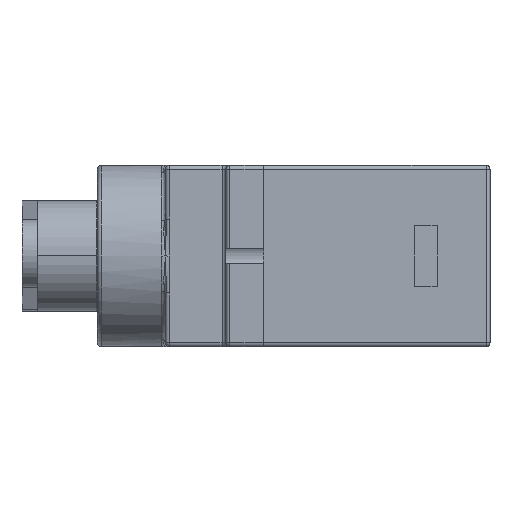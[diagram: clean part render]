
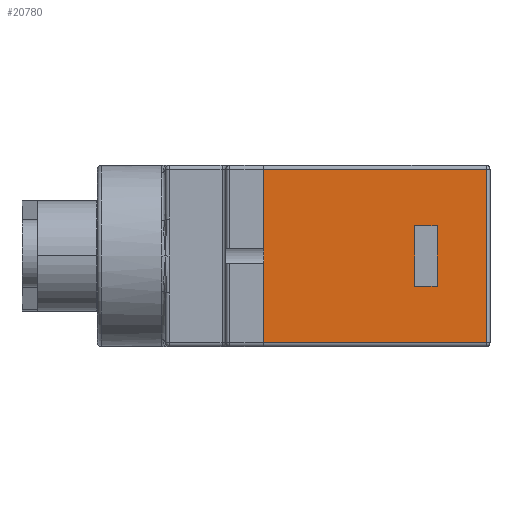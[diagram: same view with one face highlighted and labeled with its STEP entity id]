
A CAD part, left-side view. The second image highlights one B-rep face of the part: STEP entity #20780.
In plain terms, the highlighted planar face has unit normal (-1, 0, 0).
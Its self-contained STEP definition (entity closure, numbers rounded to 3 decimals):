
#169 = CARTESIAN_POINT ( 'NONE',  ( -11.5, 10., -5.5 ) ) ;
#224 = ORIENTED_EDGE ( 'NONE', *, *, #12813, .T. ) ;
#858 = EDGE_CURVE ( 'NONE', #36082, #13505, #12309, .T. ) ;
#2792 = CARTESIAN_POINT ( 'NONE',  ( -11.5, -4.75, 6. ) ) ;
#3027 = LINE ( 'NONE', #37476, #8211 ) ;
#3451 = EDGE_CURVE ( 'NONE', #32991, #37328, #42676, .T. ) ;
#3777 = DIRECTION ( 'NONE',  ( 0., 1., 0. ) ) ;
#4157 = DIRECTION ( 'NONE',  ( 0., -1., 0. ) ) ;
#4525 = VECTOR ( 'NONE', #13378, 1000. ) ;
#4591 = ORIENTED_EDGE ( 'NONE', *, *, #31919, .F. ) ;
#4630 = ORIENTED_EDGE ( 'NONE', *, *, #3451, .T. ) ;
#5237 = EDGE_CURVE ( 'NONE', #27962, #8213, #10170, .T. ) ;
#5812 = EDGE_CURVE ( 'NONE', #36012, #31143, #40632, .T. ) ;
#6262 = CARTESIAN_POINT ( 'NONE',  ( -11.5, 10., 5.75 ) ) ;
#8211 = VECTOR ( 'NONE', #34737, 1000. ) ;
#8213 = VERTEX_POINT ( 'NONE', #13528 ) ;
#9115 = DIRECTION ( 'NONE',  ( 0., 1., 0. ) ) ;
#9469 = VERTEX_POINT ( 'NONE', #19510 ) ;
#9542 = CARTESIAN_POINT ( 'NONE',  ( -11.5, 0., 2. ) ) ;
#9784 = DIRECTION ( 'NONE',  ( 0., 0., 1. ) ) ;
#9801 = VECTOR ( 'NONE', #3777, 1000. ) ;
#10170 = LINE ( 'NONE', #23913, #39356 ) ;
#10565 = VECTOR ( 'NONE', #26855, 1000. ) ;
#11355 = CARTESIAN_POINT ( 'NONE',  ( -11.5, 10., -5.75 ) ) ;
#12023 = ORIENTED_EDGE ( 'NONE', *, *, #5237, .F. ) ;
#12309 = LINE ( 'NONE', #42918, #44245 ) ;
#12813 = EDGE_CURVE ( 'NONE', #37328, #40708, #22385, .T. ) ;
#13127 = LINE ( 'NONE', #33833, #10565 ) ;
#13378 = DIRECTION ( 'NONE',  ( 0., 0., 1. ) ) ;
#13505 = VERTEX_POINT ( 'NONE', #40791 ) ;
#13528 = CARTESIAN_POINT ( 'NONE',  ( -11.5, 0., -2. ) ) ;
#14999 = CARTESIAN_POINT ( 'NONE',  ( -11.5, 12., 6. ) ) ;
#15007 = VECTOR ( 'NONE', #39949, 1000. ) ;
#16287 = VECTOR ( 'NONE', #9784, 1000. ) ;
#16859 = CARTESIAN_POINT ( 'NONE',  ( -11.5, 10., 0. ) ) ;
#18319 = LINE ( 'NONE', #2792, #4525 ) ;
#18579 = VECTOR ( 'NONE', #4157, 1000. ) ;
#19063 = VECTOR ( 'NONE', #28513, 1000. ) ;
#19476 = CARTESIAN_POINT ( 'NONE',  ( -11.5, 1.5, 2. ) ) ;
#19510 = CARTESIAN_POINT ( 'NONE',  ( -11.5, -4.75, 5.75 ) ) ;
#20780 = ADVANCED_FACE ( 'NONE', ( #28801, #39154 ), #21590, .T. ) ;
#21521 = EDGE_CURVE ( 'NONE', #23203, #23489, #39048, .T. ) ;
#21590 = PLANE ( 'NONE',  #26474 ) ;
#22385 = LINE ( 'NONE', #32526, #15007 ) ;
#22405 = ORIENTED_EDGE ( 'NONE', *, *, #41667, .T. ) ;
#23203 = VERTEX_POINT ( 'NONE', #28654 ) ;
#23489 = VERTEX_POINT ( 'NONE', #36295 ) ;
#23679 = VECTOR ( 'NONE', #9115, 1000. ) ;
#23681 = VECTOR ( 'NONE', #30370, 1000. ) ;
#23742 = ORIENTED_EDGE ( 'NONE', *, *, #38860, .T. ) ;
#23913 = CARTESIAN_POINT ( 'NONE',  ( -11.5, 0., 0. ) ) ;
#24566 = ORIENTED_EDGE ( 'NONE', *, *, #5812, .F. ) ;
#24985 = DIRECTION ( 'NONE',  ( 0., 0., 1. ) ) ;
#25254 = CARTESIAN_POINT ( 'NONE',  ( -11.5, 12., -5.5 ) ) ;
#26474 = AXIS2_PLACEMENT_3D ( 'NONE', #39383, #32406, #24985 ) ;
#26733 = EDGE_CURVE ( 'NONE', #23489, #9469, #18319, .T. ) ;
#26855 = DIRECTION ( 'NONE',  ( 0., -1., 0. ) ) ;
#26998 = LINE ( 'NONE', #6262, #9801 ) ;
#27962 = VERTEX_POINT ( 'NONE', #9542 ) ;
#28260 = ORIENTED_EDGE ( 'NONE', *, *, #33256, .F. ) ;
#28513 = DIRECTION ( 'NONE',  ( 0., 0., -1. ) ) ;
#28654 = CARTESIAN_POINT ( 'NONE',  ( -11.5, 10., -5.75 ) ) ;
#28801 = FACE_BOUND ( 'NONE', #44010, .T. ) ;
#30370 = DIRECTION ( 'NONE',  ( 0., 0., 1. ) ) ;
#30771 = CARTESIAN_POINT ( 'NONE',  ( -11.5, 12., 5.5 ) ) ;
#31143 = VERTEX_POINT ( 'NONE', #39607 ) ;
#31919 = EDGE_CURVE ( 'NONE', #23203, #40708, #40957, .T. ) ;
#32406 = DIRECTION ( 'NONE',  ( -1., 0., 0. ) ) ;
#32526 = CARTESIAN_POINT ( 'NONE',  ( -11.5, 10., -5.5 ) ) ;
#32533 = ORIENTED_EDGE ( 'NONE', *, *, #39531, .F. ) ;
#32991 = VERTEX_POINT ( 'NONE', #30771 ) ;
#33256 = EDGE_CURVE ( 'NONE', #31143, #27962, #39962, .T. ) ;
#33598 = DIRECTION ( 'NONE',  ( 0., 0., -1. ) ) ;
#33833 = CARTESIAN_POINT ( 'NONE',  ( -11.5, 1.5, -2. ) ) ;
#34737 = DIRECTION ( 'NONE',  ( 0., 1., 0. ) ) ;
#35365 = ORIENTED_EDGE ( 'NONE', *, *, #21521, .T. ) ;
#36012 = VERTEX_POINT ( 'NONE', #42176 ) ;
#36082 = VERTEX_POINT ( 'NONE', #39861 ) ;
#36295 = CARTESIAN_POINT ( 'NONE',  ( -11.5, -4.75, -5.75 ) ) ;
#36614 = DIRECTION ( 'NONE',  ( 0., 0., -1. ) ) ;
#37328 = VERTEX_POINT ( 'NONE', #25254 ) ;
#37476 = CARTESIAN_POINT ( 'NONE',  ( -11.5, 10., 5.5 ) ) ;
#38860 = EDGE_CURVE ( 'NONE', #9469, #36082, #26998, .T. ) ;
#39048 = LINE ( 'NONE', #11355, #18579 ) ;
#39154 = FACE_OUTER_BOUND ( 'NONE', #42220, .T. ) ;
#39356 = VECTOR ( 'NONE', #33598, 1000. ) ;
#39383 = CARTESIAN_POINT ( 'NONE',  ( -11.5, 10., 0. ) ) ;
#39531 = EDGE_CURVE ( 'NONE', #8213, #36012, #13127, .T. ) ;
#39607 = CARTESIAN_POINT ( 'NONE',  ( -11.5, -1.5, 2. ) ) ;
#39861 = CARTESIAN_POINT ( 'NONE',  ( -11.5, 10., 5.75 ) ) ;
#39949 = DIRECTION ( 'NONE',  ( 0., -1., 0. ) ) ;
#39962 = LINE ( 'NONE', #19476, #23679 ) ;
#40350 = ORIENTED_EDGE ( 'NONE', *, *, #858, .T. ) ;
#40632 = LINE ( 'NONE', #44239, #16287 ) ;
#40708 = VERTEX_POINT ( 'NONE', #169 ) ;
#40791 = CARTESIAN_POINT ( 'NONE',  ( -11.5, 10., 5.5 ) ) ;
#40957 = LINE ( 'NONE', #16859, #23681 ) ;
#41667 = EDGE_CURVE ( 'NONE', #13505, #32991, #3027, .T. ) ;
#42176 = CARTESIAN_POINT ( 'NONE',  ( -11.5, -1.5, -2. ) ) ;
#42220 = EDGE_LOOP ( 'NONE', ( #40350, #22405, #4630, #224, #4591, #35365, #43269, #23742 ) ) ;
#42676 = LINE ( 'NONE', #14999, #19063 ) ;
#42918 = CARTESIAN_POINT ( 'NONE',  ( -11.5, 10., 0. ) ) ;
#43269 = ORIENTED_EDGE ( 'NONE', *, *, #26733, .T. ) ;
#44010 = EDGE_LOOP ( 'NONE', ( #12023, #28260, #24566, #32533 ) ) ;
#44239 = CARTESIAN_POINT ( 'NONE',  ( -11.5, -1.5, 2. ) ) ;
#44245 = VECTOR ( 'NONE', #36614, 1000. ) ;
